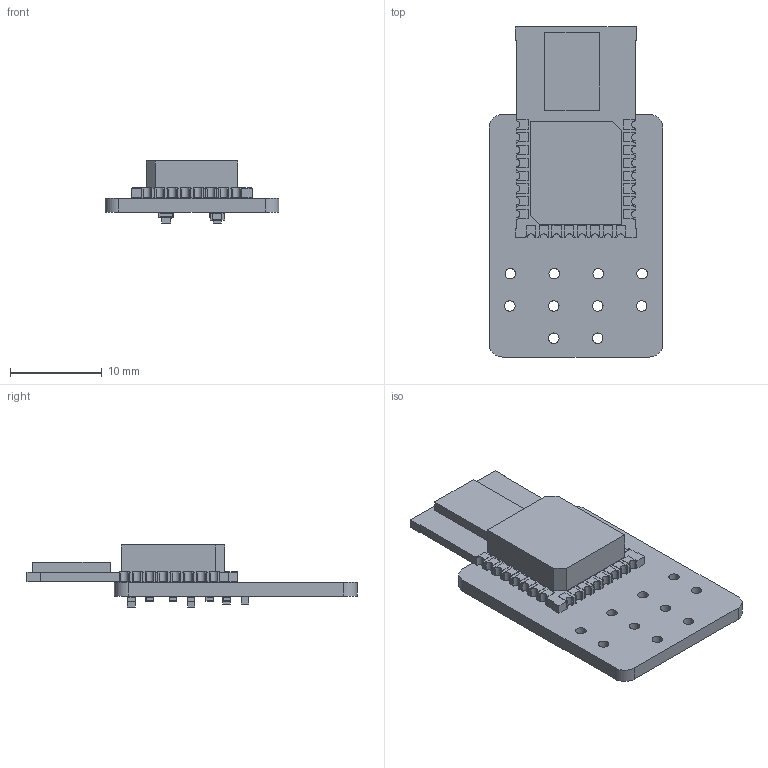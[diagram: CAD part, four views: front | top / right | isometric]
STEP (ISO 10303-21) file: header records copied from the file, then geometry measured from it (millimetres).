
FILE_DESCRIPTION(('KiCad electronic assembly'),'2;1');
FILE_NAME('UWB Fly Module.step','2025-12-25T13:36:34',('Pcbnew'),( 'Kicad'),'Open CASCADE STEP processor 7.9','KiCad to STEP converter' ,'Unknown');
FILE_SCHEMA(('AUTOMOTIVE_DESIGN { 1 0 10303 214 1 1 1 1 }'));
Length unit declared in the file: millimetre
Products named in the file (6): UWB Fly Module 1; DWM1000; R_0603_1608Metric; LED_0603_1608Metric; C_0603_1608Metric; UWB Fly Module_PCB
Assembly tree (15 placements, depth 2):
  UWB Fly Module 1
    DWM1000
    R_0603_1608Metric  x7
    LED_0603_1608Metric  x4
    C_0603_1608Metric  x2
    UWB Fly Module_PCB
Bounding box: 19 x 36.05 x 6.78 mm (x, y, z)
Volume: 1438.4 mm3; surface area: 2077.1 mm2
Topology: 15 solids, 15 shells, 772 faces, 2088 edges, 1356 vertices
Faces by surface type: plane 574, cylinder 198
Full cylindrical faces by diameter (mm): 1.15 x10
Entity records: 17032 total; most frequent: CARTESIAN_POINT 2449, ORIENTED_EDGE 2418, DIRECTION 2417, EDGE_CURVE 1209, LINE 909, VECTOR 909, VERTEX_POINT 786, AXIS2_PLACEMENT_3D 754
